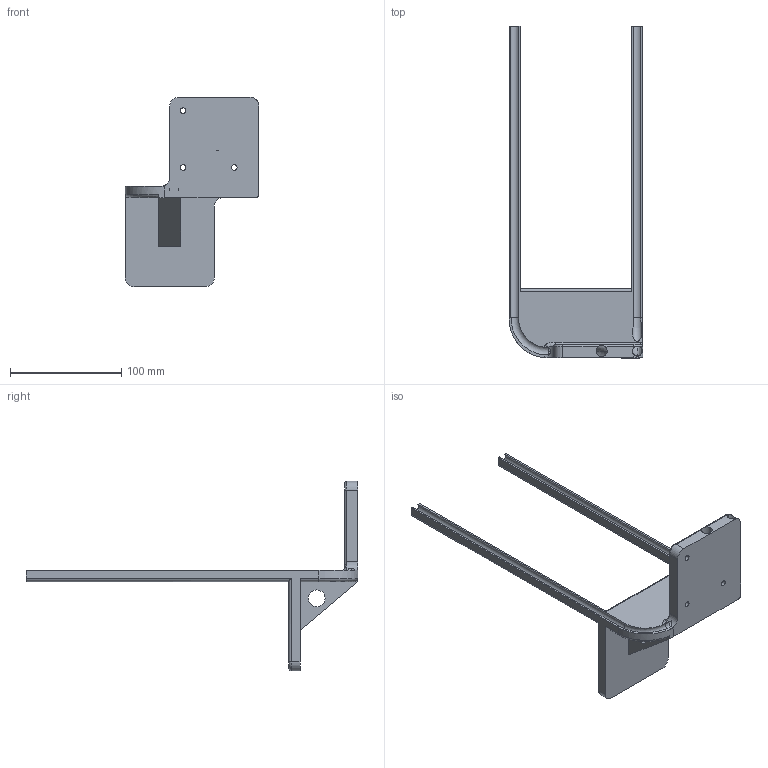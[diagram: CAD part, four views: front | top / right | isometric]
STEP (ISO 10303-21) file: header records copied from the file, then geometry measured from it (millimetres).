
FILE_DESCRIPTION((''),'2;1');
FILE_NAME('FLASCHENHALTER_ASM','2025-03-09T18:04:19',('weiss'),(''),'CREO PARAMETRIC BY PTC INC, 2022014','CREO PARAMETRIC BY PTC INC, 2022014','');
FILE_SCHEMA(('CONFIG_CONTROL_DESIGN'));
Length unit declared in the file: millimetre
Products named in the file (2): FLASCHENPODEST_AF1; FLASCHENHALTER_ASM
Assembly tree (1 placements, depth 2):
  FLASCHENHALTER_ASM
    FLASCHENPODEST_AF1
Bounding box: 120 x 298 x 170 mm (x, y, z)
Volume: 233165.8 mm3; surface area: 78994.3 mm2
Topology: 1 solids, 1 shells, 82 faces, 225 edges, 141 vertices
Faces by surface type: cylinder 36, plane 22, torus 11, bspline 7, cone 6
Entity records: 3785 total; most frequent: CARTESIAN_POINT 1632, ORIENTED_EDGE 450, DIRECTION 435, EDGE_CURVE 225, AXIS2_PLACEMENT_3D 164, VERTEX_POINT 141, VECTOR 107, LINE 107
